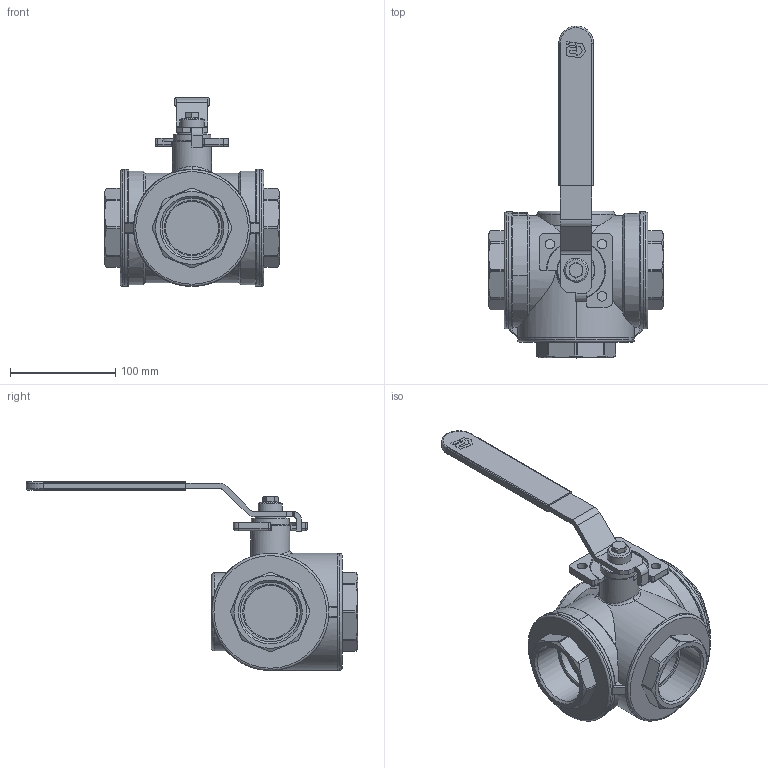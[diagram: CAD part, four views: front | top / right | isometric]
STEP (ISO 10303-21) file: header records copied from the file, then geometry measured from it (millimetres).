
FILE_DESCRIPTION(('HOOPS Exchange Step'),'2;1');
FILE_NAME('GK0800_DN50.stp','2025-11-12T15:00:01+01:00',('nieru'),('Unknown organisation'),'HOOPS Exchange 2024.2','HOOPS Exchange','Unknown authorisation');
FILE_SCHEMA( ('AP203_CONFIGURATION_CONTROLLED_3D_DESIGN_OF_MECHANICAL_PARTS_AND_ASSEMBLIES_MIM_LF') );
Length unit declared in the file: millimetre
Products named in the file (2): 0; root
Assembly tree (1 placements, depth 2):
  root
    0
Bounding box: 166 x 314.46 x 179.13 mm (x, y, z)
Volume: 1503728.6 mm3; surface area: 137033 mm2
Topology: 1 solids, 1 shells, 680 faces, 1924 edges, 1279 vertices
Faces by surface type: plane 342, bspline 163, cylinder 117, cone 33, torus 20, sphere 5
Full cylindrical faces by diameter (mm): 9 x3, 11.63 x1, 23 x1, 29 x1, 36 x1, 37 x1, 50.2 x3, 56.65 x3, 74 x1, 110.8 x3
Entity records: 30512 total; most frequent: CARTESIAN_POINT 13669, ORIENTED_EDGE 3834, DIRECTION 2787, EDGE_CURVE 1917, VERTEX_POINT 1279, VECTOR 1095, LINE 1095, AXIS2_PLACEMENT_3D 846
